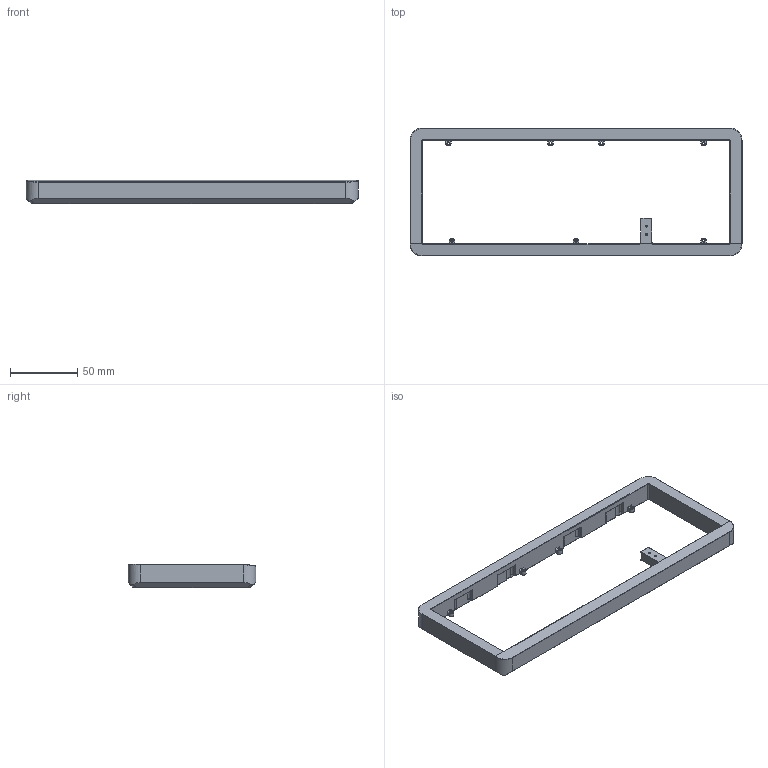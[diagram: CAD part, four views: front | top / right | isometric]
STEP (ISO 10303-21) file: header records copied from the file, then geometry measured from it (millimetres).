
FILE_DESCRIPTION(/* description */ ('','CAx-IF Rec.Pracs.---Representation and Presentation of Product Manufacturing Information (PMI)---4.0---2014-10-13'),/* implementation_level */ '2;1');
FILE_NAME(/* name */ 'Top Case.step',/* time_stamp */ '2024-12-04T00:33:48+11:00',/* author */ (''),/* organization */ (''),/* preprocessor_version */ 'ST-DEVELOPER v20',/* originating_system */ 'Autodesk Translation Framework v13.20.0.188',/* authorisation */ '');
FILE_SCHEMA (('AP242_MANAGED_MODEL_BASED_3D_ENGINEERING_MIM_LF { 1 0 10303 442 1 1 4 }'));
Length unit declared in the file: millimetre
Products named in the file (1): Top Case
Bounding box: 247.6 x 95.2 x 17.5 mm (x, y, z)
Volume: 82786.6 mm3; surface area: 33776.8 mm2
Topology: 1 solids, 1 shells, 589 faces, 1427 edges, 832 vertices
Faces by surface type: cylinder 233, torus 137, plane 136, bspline 58, sphere 15, cone 10
Full cylindrical faces by diameter (mm): 1 x2, 1.8 x7, 3 x8, 4 x2
Entity records: 18894 total; most frequent: CARTESIAN_POINT 5322, DIRECTION 2889, ORIENTED_EDGE 2814, EDGE_CURVE 1407, AXIS2_PLACEMENT_3D 1130, VERTEX_POINT 832, LINE 629, VECTOR 629
